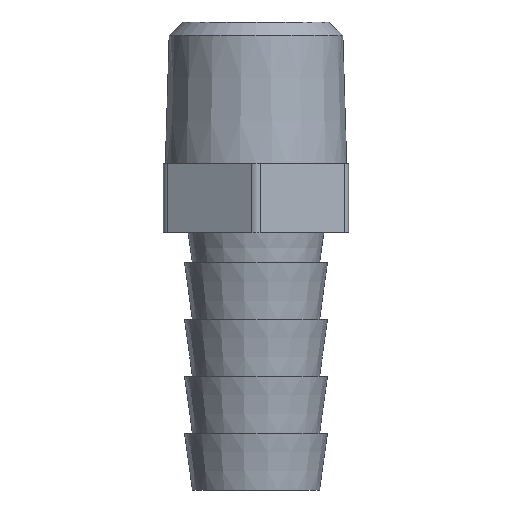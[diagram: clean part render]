
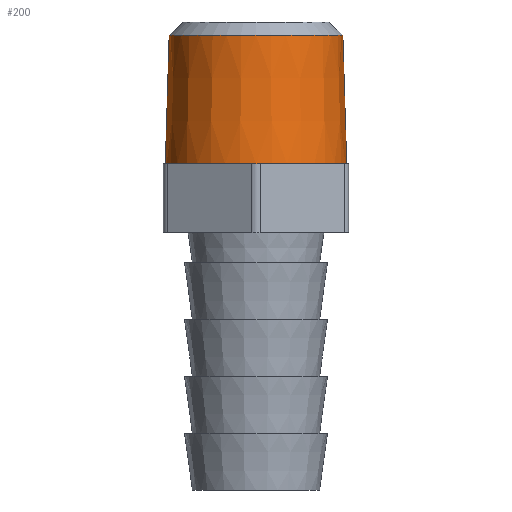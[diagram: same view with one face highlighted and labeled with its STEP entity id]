
A CAD part, front view. The second image highlights one B-rep face of the part: STEP entity #200.
In plain terms, the highlighted conical face has half-angle 1.7 degrees and reference radius 8.547 mm.
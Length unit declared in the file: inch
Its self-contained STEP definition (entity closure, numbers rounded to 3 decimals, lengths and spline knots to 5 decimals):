
#5 = DIRECTION ( 'NONE',  ( -1., 0., 0. ) ) ;
#16 = VERTEX_POINT ( 'NONE', #212 ) ;
#145 = CARTESIAN_POINT ( 'NONE',  ( 0., 0., 0.1285 ) ) ;
#152 = DIRECTION ( 'NONE',  ( 0., 0., 1. ) ) ;
#200 = ADVANCED_FACE ( 'NONE', ( #763 ), #735, .T. ) ;
#212 = CARTESIAN_POINT ( 'NONE',  ( -0.3365, 0., 0.1285 ) ) ;
#233 = DIRECTION ( 'NONE',  ( 0., 0., -1. ) ) ;
#251 = AXIS2_PLACEMENT_3D ( 'NONE', #1081, #525, #5 ) ;
#360 = EDGE_LOOP ( 'NONE', ( #1162, #823, #949, #570 ) ) ;
#389 = EDGE_CURVE ( 'NONE', #16, #748, #922, .T. ) ;
#404 = VERTEX_POINT ( 'NONE', #1161 ) ;
#506 = DIRECTION ( 'NONE',  ( 1., 0., 0. ) ) ;
#525 = DIRECTION ( 'NONE',  ( 0., 0., -1. ) ) ;
#544 = VERTEX_POINT ( 'NONE', #1087 ) ;
#562 = VECTOR ( 'NONE', #1142, 39.37008 ) ;
#570 = ORIENTED_EDGE ( 'NONE', *, *, #743, .F. ) ;
#580 = EDGE_CURVE ( 'NONE', #544, #16, #863, .T. ) ;
#683 = AXIS2_PLACEMENT_3D ( 'NONE', #145, #233, #506 ) ;
#701 = CARTESIAN_POINT ( 'NONE',  ( 0., 0., 0.1285 ) ) ;
#735 = CONICAL_SURFACE ( 'NONE', #683, 0.3365, 0.03 ) ;
#743 = EDGE_CURVE ( 'NONE', #404, #748, #1054, .T. ) ;
#748 = VERTEX_POINT ( 'NONE', #858 ) ;
#763 = FACE_OUTER_BOUND ( 'NONE', #360, .T. ) ;
#795 = DIRECTION ( 'NONE',  ( 1., 0., 0. ) ) ;
#823 = ORIENTED_EDGE ( 'NONE', *, *, #580, .T. ) ;
#827 = DIRECTION ( 'NONE',  ( -0.03, 0., -1. ) ) ;
#855 = CIRCLE ( 'NONE', #251, 0.32237 ) ;
#858 = CARTESIAN_POINT ( 'NONE',  ( 0.3365, 0., 0.1285 ) ) ;
#863 = LINE ( 'NONE', #1096, #1109 ) ;
#864 = CARTESIAN_POINT ( 'NONE',  ( 0.3365, 0., 0.1285 ) ) ;
#897 = EDGE_CURVE ( 'NONE', #404, #544, #855, .T. ) ;
#922 = CIRCLE ( 'NONE', #1017, 0.3365 ) ;
#949 = ORIENTED_EDGE ( 'NONE', *, *, #389, .T. ) ;
#1017 = AXIS2_PLACEMENT_3D ( 'NONE', #701, #152, #795 ) ;
#1054 = LINE ( 'NONE', #864, #562 ) ;
#1081 = CARTESIAN_POINT ( 'NONE',  ( 0., 0., 0.60452 ) ) ;
#1087 = CARTESIAN_POINT ( 'NONE',  ( -0.32237, 0., 0.60452 ) ) ;
#1096 = CARTESIAN_POINT ( 'NONE',  ( -0.3365, 0., 0.1285 ) ) ;
#1109 = VECTOR ( 'NONE', #827, 39.37008 ) ;
#1142 = DIRECTION ( 'NONE',  ( 0.03, 0., -1. ) ) ;
#1161 = CARTESIAN_POINT ( 'NONE',  ( 0.32237, 0., 0.60452 ) ) ;
#1162 = ORIENTED_EDGE ( 'NONE', *, *, #897, .T. ) ;
